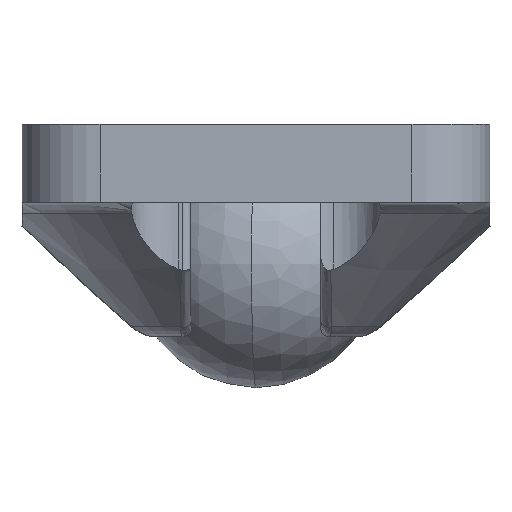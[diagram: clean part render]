
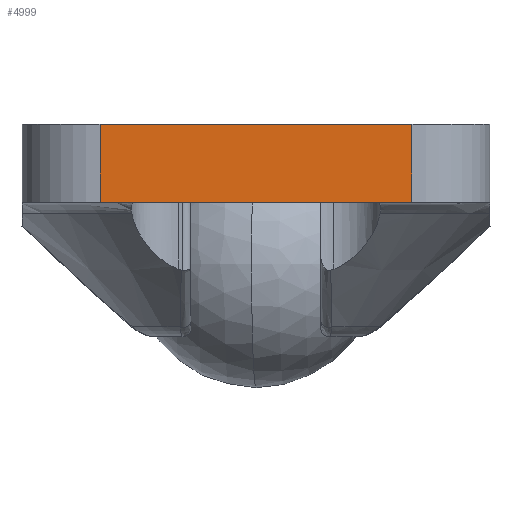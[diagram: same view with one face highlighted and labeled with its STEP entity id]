
A CAD part, front view. The second image highlights one B-rep face of the part: STEP entity #4999.
In plain terms, the highlighted face is planar.
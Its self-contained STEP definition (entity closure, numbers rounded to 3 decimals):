
#216 = LINE ( 'NONE', #9653, #6502 ) ;
#349 = FACE_OUTER_BOUND ( 'NONE', #6697, .T. ) ;
#876 = ORIENTED_EDGE ( 'NONE', *, *, #9881, .T. ) ;
#1228 = DIRECTION ( 'NONE',  ( 0., 0., 1. ) ) ;
#1360 = VERTEX_POINT ( 'NONE', #2849 ) ;
#1413 = CARTESIAN_POINT ( 'NONE',  ( -15., -1.5, -6. ) ) ;
#1636 = AXIS2_PLACEMENT_3D ( 'NONE', #2748, #1904, #1228 ) ;
#1904 = DIRECTION ( 'NONE',  ( -1., 0., 0. ) ) ;
#2169 = VERTEX_POINT ( 'NONE', #5120 ) ;
#2364 = DIRECTION ( 'NONE',  ( 0., 0., 1. ) ) ;
#2748 = CARTESIAN_POINT ( 'NONE',  ( -15., -1.5, -9. ) ) ;
#2849 = CARTESIAN_POINT ( 'NONE',  ( -15., 1.5, 6. ) ) ;
#2998 = DIRECTION ( 'NONE',  ( 0., -1., 0. ) ) ;
#3656 = EDGE_CURVE ( 'NONE', #1360, #2169, #7020, .T. ) ;
#3760 = CARTESIAN_POINT ( 'NONE',  ( -15., 1.5, 6. ) ) ;
#3815 = CARTESIAN_POINT ( 'NONE',  ( -15., -1.5, -6. ) ) ;
#4661 = LINE ( 'NONE', #4709, #9771 ) ;
#4709 = CARTESIAN_POINT ( 'NONE',  ( -15., 1.5, -6. ) ) ;
#4942 = VECTOR ( 'NONE', #2998, 1000. ) ;
#4999 = ADVANCED_FACE ( 'NONE', ( #349 ), #6658, .T. ) ;
#5120 = CARTESIAN_POINT ( 'NONE',  ( -15., -1.5, 6. ) ) ;
#5481 = EDGE_CURVE ( 'NONE', #8281, #2169, #10095, .T. ) ;
#6502 = VECTOR ( 'NONE', #7149, 1000. ) ;
#6658 = PLANE ( 'NONE',  #1636 ) ;
#6697 = EDGE_LOOP ( 'NONE', ( #8563, #7514, #9803, #876 ) ) ;
#7020 = LINE ( 'NONE', #3760, #4942 ) ;
#7149 = DIRECTION ( 'NONE',  ( 0., 0., 1. ) ) ;
#7514 = ORIENTED_EDGE ( 'NONE', *, *, #3656, .F. ) ;
#7852 = DIRECTION ( 'NONE',  ( 0., -1., 0. ) ) ;
#8068 = CARTESIAN_POINT ( 'NONE',  ( -15., 1.5, -6. ) ) ;
#8143 = EDGE_CURVE ( 'NONE', #9486, #1360, #216, .T. ) ;
#8281 = VERTEX_POINT ( 'NONE', #1413 ) ;
#8411 = VECTOR ( 'NONE', #2364, 1000. ) ;
#8563 = ORIENTED_EDGE ( 'NONE', *, *, #5481, .T. ) ;
#9486 = VERTEX_POINT ( 'NONE', #8068 ) ;
#9653 = CARTESIAN_POINT ( 'NONE',  ( -15., 1.5, -6. ) ) ;
#9771 = VECTOR ( 'NONE', #7852, 1000. ) ;
#9803 = ORIENTED_EDGE ( 'NONE', *, *, #8143, .F. ) ;
#9881 = EDGE_CURVE ( 'NONE', #9486, #8281, #4661, .T. ) ;
#10095 = LINE ( 'NONE', #3815, #8411 ) ;
